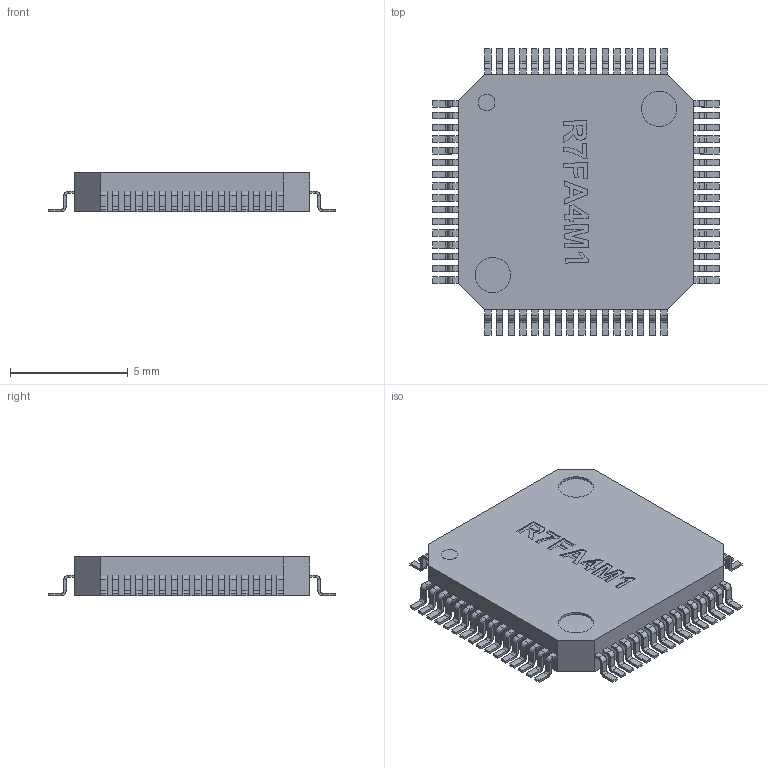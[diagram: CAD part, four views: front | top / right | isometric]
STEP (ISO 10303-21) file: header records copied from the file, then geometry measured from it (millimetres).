
FILE_DESCRIPTION(/* description */ (''),/* implementation_level */ '2;1');
FILE_NAME(/* name */ 'RA4M1 v4.step',/* time_stamp */ '2023-03-29T17:56:53+02:00',/* author */ (''),/* organization */ (''),/* preprocessor_version */ 'ST-DEVELOPER v19.2',/* originating_system */ 'Autodesk Translation Framework v11.17.0.187',/* authorisation */ '');
FILE_SCHEMA (('AUTOMOTIVE_DESIGN { 1 0 10303 214 3 1 1 }'));
Length unit declared in the file: millimetre
Products named in the file (8): RA4M1; Designator1; 6422462560; Body; Open CASCADE STEP translator 6.8 23.1.1; Leader; 7219473552; Extruded
Assembly tree (70 placements, depth 5):
  RA4M1
    Designator1
      6422462560
        Body
          Open CASCADE STEP translator 6.8 23.1.1
        Leader  x64
      7219473552
        Extruded
Bounding box: 12.2 x 12.2 x 1.67 mm (x, y, z)
Volume: 164 mm3; surface area: 349.4 mm2
Topology: 66 solids, 66 shells, 1548 faces, 3188 edges, 1784 vertices
Faces by surface type: plane 1266, cylinder 258, bspline 24
Full cylindrical faces by diameter (mm): 1.5 x2
Entity records: 5780 total; most frequent: CARTESIAN_POINT 1336, ORIENTED_EDGE 832, DIRECTION 812, EDGE_CURVE 416, LINE 356, VECTOR 356, VERTEX_POINT 272, AXIS2_PLACEMENT_3D 228
